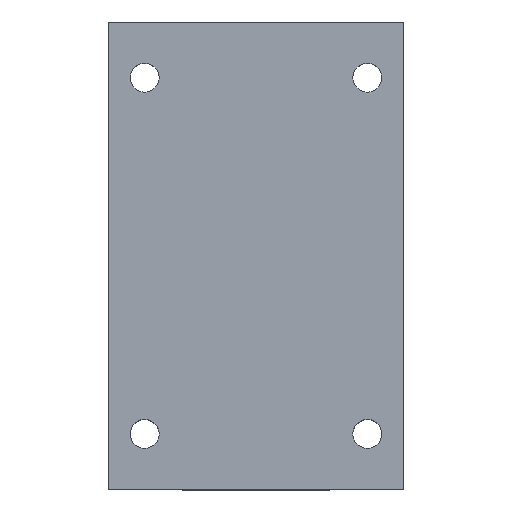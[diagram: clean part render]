
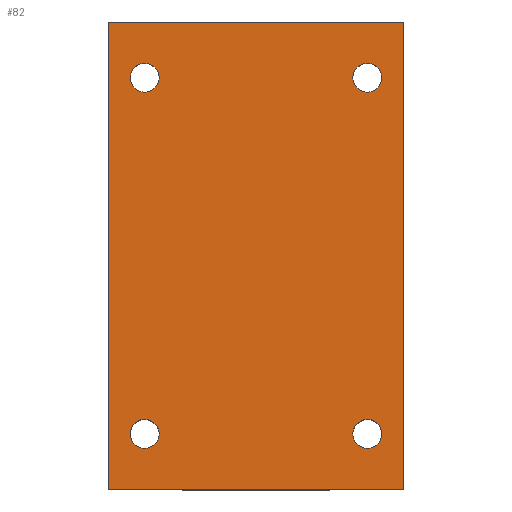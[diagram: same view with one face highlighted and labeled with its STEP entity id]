
A CAD part, top view. The second image highlights one B-rep face of the part: STEP entity #82.
In plain terms, the highlighted planar face has unit normal (0, 0, 1).
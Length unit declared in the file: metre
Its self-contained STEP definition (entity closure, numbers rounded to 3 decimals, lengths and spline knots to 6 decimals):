
#82 = ADVANCED_FACE( '', ( #184, #185, #186, #187, #188 ), #189, .T. );
#184 = FACE_BOUND( '', #315, .T. );
#185 = FACE_BOUND( '', #316, .T. );
#186 = FACE_BOUND( '', #317, .T. );
#187 = FACE_BOUND( '', #318, .T. );
#188 = FACE_OUTER_BOUND( '', #319, .T. );
#189 = PLANE( '', #320 );
#315 = EDGE_LOOP( '', ( #509 ) );
#316 = EDGE_LOOP( '', ( #510 ) );
#317 = EDGE_LOOP( '', ( #511 ) );
#318 = EDGE_LOOP( '', ( #512 ) );
#319 = EDGE_LOOP( '', ( #513, #514, #515, #516 ) );
#320 = AXIS2_PLACEMENT_3D( '', #517, #518, #519 );
#509 = ORIENTED_EDGE( '', *, *, #733, .F. );
#510 = ORIENTED_EDGE( '', *, *, #762, .F. );
#511 = ORIENTED_EDGE( '', *, *, #763, .F. );
#512 = ORIENTED_EDGE( '', *, *, #764, .F. );
#513 = ORIENTED_EDGE( '', *, *, #716, .F. );
#514 = ORIENTED_EDGE( '', *, *, #765, .F. );
#515 = ORIENTED_EDGE( '', *, *, #766, .T. );
#516 = ORIENTED_EDGE( '', *, *, #767, .T. );
#517 = CARTESIAN_POINT( '', ( -0.0265, -0.042, 0.021 ) );
#518 = DIRECTION( '', ( 0., 0., 1. ) );
#519 = DIRECTION( '', ( 1., 0., 0. ) );
#716 = EDGE_CURVE( '', #846, #848, #849, .T. );
#733 = EDGE_CURVE( '', #877, #877, #878, .T. );
#762 = EDGE_CURVE( '', #921, #921, #922, .T. );
#763 = EDGE_CURVE( '', #923, #923, #924, .T. );
#764 = EDGE_CURVE( '', #925, #925, #926, .T. );
#765 = EDGE_CURVE( '', #927, #846, #928, .T. );
#766 = EDGE_CURVE( '', #927, #929, #930, .T. );
#767 = EDGE_CURVE( '', #929, #848, #931, .T. );
#846 = VERTEX_POINT( '', #1032 );
#848 = VERTEX_POINT( '', #1035 );
#849 = LINE( '', #1036, #1037 );
#877 = VERTEX_POINT( '', #1073 );
#878 = CIRCLE( '', #1074, 0.0026 );
#921 = VERTEX_POINT( '', #1135 );
#922 = CIRCLE( '', #1136, 0.0026 );
#923 = VERTEX_POINT( '', #1137 );
#924 = CIRCLE( '', #1138, 0.0026 );
#925 = VERTEX_POINT( '', #1139 );
#926 = CIRCLE( '', #1140, 0.0026 );
#927 = VERTEX_POINT( '', #1141 );
#928 = LINE( '', #1142, #1143 );
#929 = VERTEX_POINT( '', #1144 );
#930 = LINE( '', #1145, #1146 );
#931 = LINE( '', #1147, #1148 );
#1032 = CARTESIAN_POINT( '', ( -0.0265, 0.042, 0.021 ) );
#1035 = CARTESIAN_POINT( '', ( 0.0265, 0.042, 0.021 ) );
#1036 = CARTESIAN_POINT( '', ( -0.0265, 0.042, 0.021 ) );
#1037 = VECTOR( '', #1300, 1. );
#1073 = CARTESIAN_POINT( '', ( -0.0174, 0.032, 0.021 ) );
#1074 = AXIS2_PLACEMENT_3D( '', #1324, #1325, #1326 );
#1135 = CARTESIAN_POINT( '', ( -0.0174, -0.032, 0.021 ) );
#1136 = AXIS2_PLACEMENT_3D( '', #1354, #1355, #1356 );
#1137 = CARTESIAN_POINT( '', ( 0.0226, -0.032, 0.021 ) );
#1138 = AXIS2_PLACEMENT_3D( '', #1357, #1358, #1359 );
#1139 = CARTESIAN_POINT( '', ( 0.0226, 0.032, 0.021 ) );
#1140 = AXIS2_PLACEMENT_3D( '', #1360, #1361, #1362 );
#1141 = CARTESIAN_POINT( '', ( -0.0265, -0.042, 0.021 ) );
#1142 = CARTESIAN_POINT( '', ( -0.0265, -0.042, 0.021 ) );
#1143 = VECTOR( '', #1363, 1. );
#1144 = CARTESIAN_POINT( '', ( 0.0265, -0.042, 0.021 ) );
#1145 = CARTESIAN_POINT( '', ( -0.0265, -0.042, 0.021 ) );
#1146 = VECTOR( '', #1364, 1. );
#1147 = CARTESIAN_POINT( '', ( 0.0265, -0.042, 0.021 ) );
#1148 = VECTOR( '', #1365, 1. );
#1300 = DIRECTION( '', ( 1., 0., 0. ) );
#1324 = CARTESIAN_POINT( '', ( -0.02, 0.032, 0.021 ) );
#1325 = DIRECTION( '', ( 0., 0., 1. ) );
#1326 = DIRECTION( '', ( 1., 0., 0. ) );
#1354 = CARTESIAN_POINT( '', ( -0.02, -0.032, 0.021 ) );
#1355 = DIRECTION( '', ( 0., 0., 1. ) );
#1356 = DIRECTION( '', ( 1., 0., 0. ) );
#1357 = CARTESIAN_POINT( '', ( 0.02, -0.032, 0.021 ) );
#1358 = DIRECTION( '', ( 0., 0., 1. ) );
#1359 = DIRECTION( '', ( 1., 0., 0. ) );
#1360 = CARTESIAN_POINT( '', ( 0.02, 0.032, 0.021 ) );
#1361 = DIRECTION( '', ( 0., 0., 1. ) );
#1362 = DIRECTION( '', ( 1., 0., 0. ) );
#1363 = DIRECTION( '', ( 0., 1., 0. ) );
#1364 = DIRECTION( '', ( 1., 0., 0. ) );
#1365 = DIRECTION( '', ( 0., 1., 0. ) );
